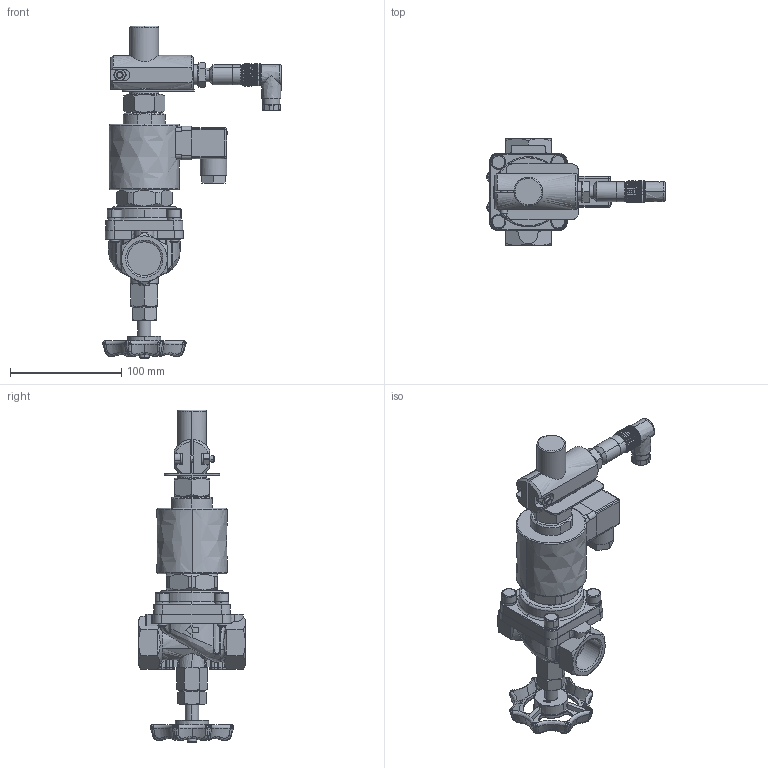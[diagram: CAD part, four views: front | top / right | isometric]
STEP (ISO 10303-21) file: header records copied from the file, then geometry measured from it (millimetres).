
FILE_DESCRIPTION (('STEP'), '1');
FILE_NAME ('035.001755_3-050-25-1004-R322-HA-1U_RC27-M12.stp', '2025-04-25T13:12:34', ('Unknown'), ('Unknown'), 'HarmonyWare STEP v2.1.9', 'HarmonyWare Translators', '');
FILE_SCHEMA (('CONFIG_CONTROL_DESIGN'));
Length unit declared in the file: millimetre
Products named in the file (1153): Volumenkörper3
Assembly tree (1152 placements, depth 2):
  (unnamed)
    Volumenkörper3
    Volumenkörper3
    Volumenkörper3
    Volumenkörper3
    Volumenkörper3
    Volumenkörper3
    Volumenkörper3
    Volumenkörper3
    Volumenkörper3
    Volumenkörper3
    Volumenkörper3
    Volumenkörper3
    Volumenkörper3
    Volumenkörper3
    Volumenkörper3
    Volumenkörper3
    Volumenkörper3
    Volumenkörper3
    Volumenkörper3
    Volumenkörper3
    Volumenkörper3
    Volumenkörper3
    Volumenkörper3
    Volumenkörper3
    Volumenkörper3
    Volumenkörper3
    Volumenkörper3
    Volumenkörper3
    Volumenkörper3
    Volumenkörper3
    Volumenkörper3
    Volumenkörper3
    Volumenkörper3
    Volumenkörper3
    Volumenkörper3
    Volumenkörper3
    Volumenkörper3
    Volumenkörper3
    Volumenkörper3
    Volumenkörper3
    Volumenkörper3
    Volumenkörper3
    Volumenkörper3
    Volumenkörper3
    Volumenkörper3
    Volumenkörper3
    Volumenkörper3
    Volumenkörper3
    Volumenkörper3
    Volumenkörper3
    Volumenkörper3
    Volumenkörper3
    Volumenkörper3
    Volumenkörper3
    Volumenkörper3
    Volumenkörper3
    Volumenkörper3
    Volumenkörper3
    Volumenkörper3
Bounding box: 160.74 x 96 x 298.6 mm (x, y, z)
Volume: 545382.8 mm3; surface area: 107196.9 mm2
Topology: 1 solids, 1152 shells, 2045 faces, 8260 edges, 7378 vertices
Faces by surface type: bspline 2045
Entity records: 280375 total; most frequent: CARTESIAN_POINT 63489, PERSON 11528, ORGANIZATION 11528, PERSON_AND_ORGANIZATION 11528, ORIENTED_EDGE 10568, EDGE_CURVE 8240, CALENDAR_DATE 8069, COORDINATED_UNIVERSAL_TIME_OFFSET 8069
